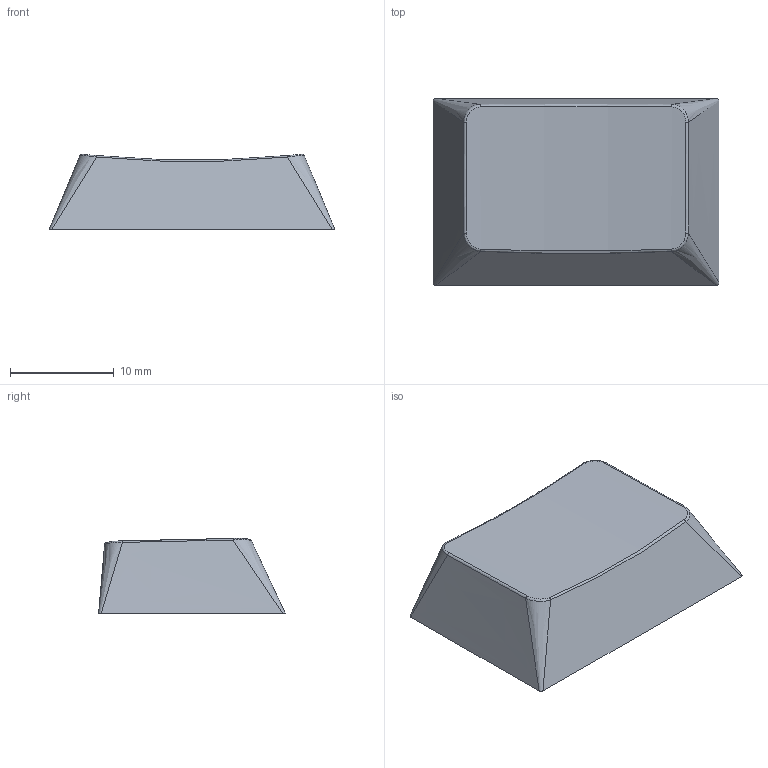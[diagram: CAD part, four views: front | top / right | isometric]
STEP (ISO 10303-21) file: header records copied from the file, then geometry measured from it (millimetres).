
FILE_DESCRIPTION(('STEP AP214'),'1');
FILE_NAME('150u.stp','2023-10-10T17:15:59',(' '),(' '),'Spatial InterOp 3D',' ',' ');
FILE_SCHEMA(('AUTOMOTIVE_DESIGN { 1 0 10303 214 1 1 1 1 }'));
Length unit declared in the file: metre
Products named in the file (1): 4F7
Bounding box: 27.52 x 18 x 7.25 mm (x, y, z)
Volume: 894.7 mm3; surface area: 2009.8 mm2
Topology: 1 solids, 1 shells, 54 faces, 142 edges, 92 vertices
Faces by surface type: plane 30, bspline 20, cylinder 4
Entity records: 6032 total; most frequent: CARTESIAN_POINT 4756, ORIENTED_EDGE 284, DIRECTION 220, EDGE_CURVE 142, VERTEX_POINT 92, LINE 74, VECTOR 74, AXIS2_PLACEMENT_3D 73
